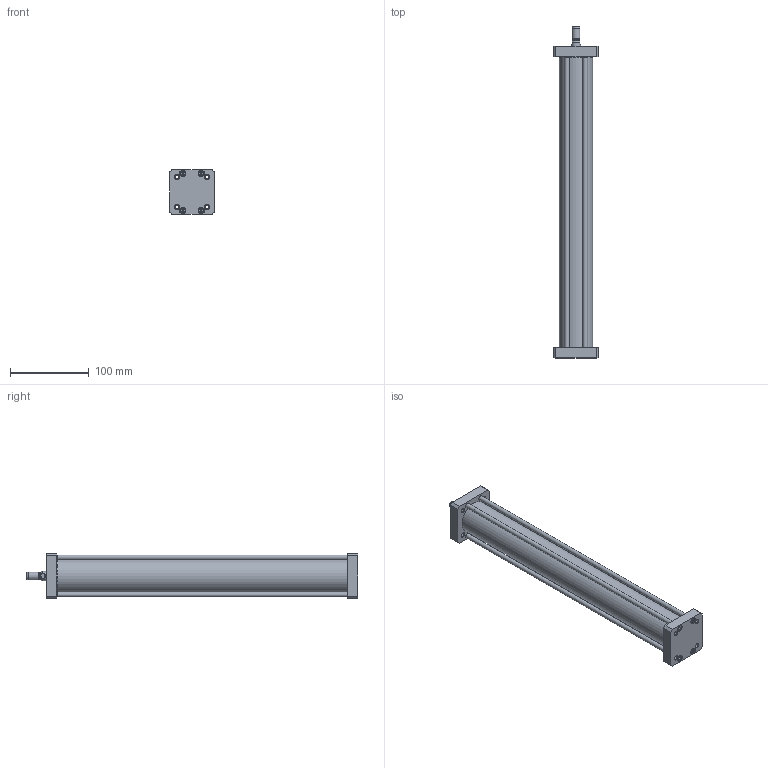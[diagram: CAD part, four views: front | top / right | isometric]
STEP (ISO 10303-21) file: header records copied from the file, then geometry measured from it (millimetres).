
FILE_DESCRIPTION((''),'2;1');
FILE_NAME('XDM040.350.GS.M.stp','2014-03-17T17:04:55',('carlo.corazza'),(''),'Autodesk Inventor 2012','Autodesk Inventor 2012','');
FILE_SCHEMA(('AUTOMOTIVE_DESIGN { 1 0 10303 214 1 1 1 1 }'));
Length unit declared in the file: millimetre
Products named in the file (6): XDM040..GS.M; CORPO-350; STELO-350; TA; TIRANTE-350; TP
Assembly tree (8 placements, depth 2):
  XDM040..GS.M
    CORPO-350
    STELO-350
    TA
    TIRANTE-350  x4
    TP
Bounding box: 57 x 421 x 57 mm (x, y, z)
Volume: 211468.8 mm3; surface area: 163093.8 mm2
Topology: 8 solids, 17 shells, 275 faces, 602 edges, 371 vertices
Faces by surface type: plane 104, cone 90, cylinder 67, torus 14
Full cylindrical faces by diameter (mm): 3 x2, 3.242 x8, 4.9 x8, 4.917 x9, 6 x4, 7 x8, 7.5 x8, 8 x1, 8.566 x2, 10 x1, 12 x1, 12.54 x1, 13.7 x1, 14 x1, 16.32 x1, 16.5 x1, 40 x1, 42 x1
Entity records: 6342 total; most frequent: CARTESIAN_POINT 1206, DIRECTION 1016, ORIENTED_EDGE 746, AXIS2_PLACEMENT_3D 441, EDGE_LOOP 428, EDGE_CURVE 373, VERTEX_POINT 305, STYLED_ITEM 247
